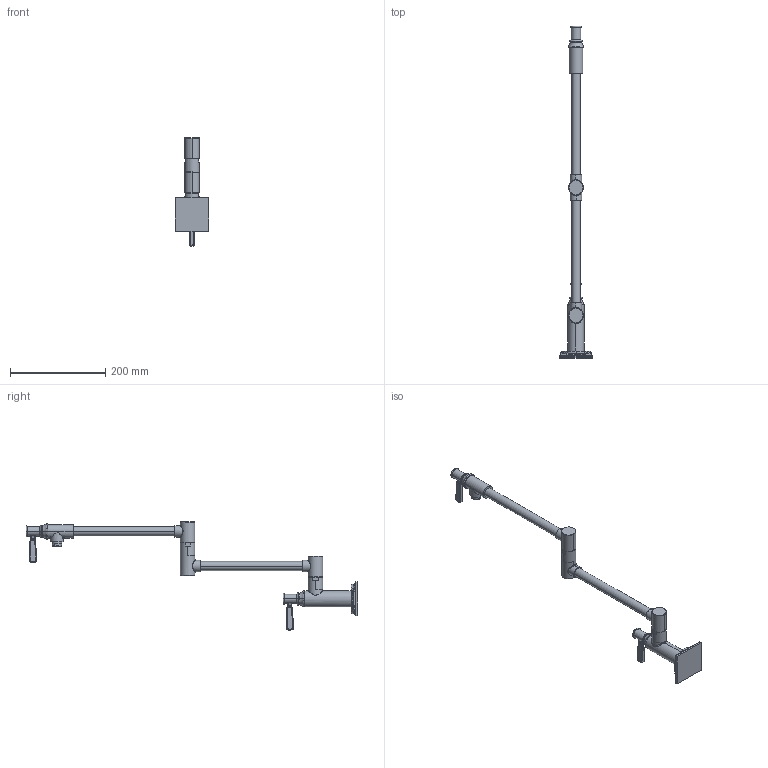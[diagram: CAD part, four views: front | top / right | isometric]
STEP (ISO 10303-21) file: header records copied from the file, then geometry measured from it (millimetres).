
FILE_DESCRIPTION((''),'2;1');
FILE_NAME('3170-5503','2020-12-01T13:31:51',('jinson.thomas'),(''),'CREO PARAMETRIC BY PTC INC, 2018400','CREO PARAMETRIC BY PTC INC, 2018400','');
FILE_SCHEMA(('CONFIG_CONTROL_DESIGN'));
Length unit declared in the file: inch
Products named in the file (1): 3170-5503
Bounding box: 71.12 x 697.08 x 227.24 mm (x, y, z)
Volume: 509194.4 mm3; surface area: 91056.1 mm2
Topology: 1 solids, 1 shells, 428 faces, 991 edges, 586 vertices
Faces by surface type: bspline 170, cylinder 110, plane 74, torus 44, sphere 20, cone 8, extrusion 2
Entity records: 23209 total; most frequent: CARTESIAN_POINT 14526, ORIENTED_EDGE 1982, DIRECTION 1586, EDGE_CURVE 991, AXIS2_PLACEMENT_3D 679, VERTEX_POINT 586, EDGE_LOOP 449, FACE_OUTER_BOUND 428
